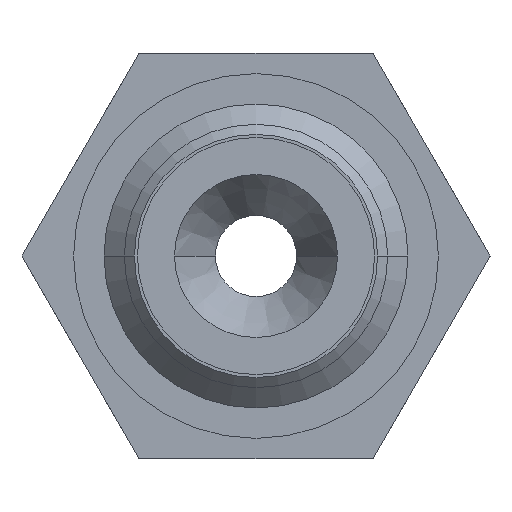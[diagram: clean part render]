
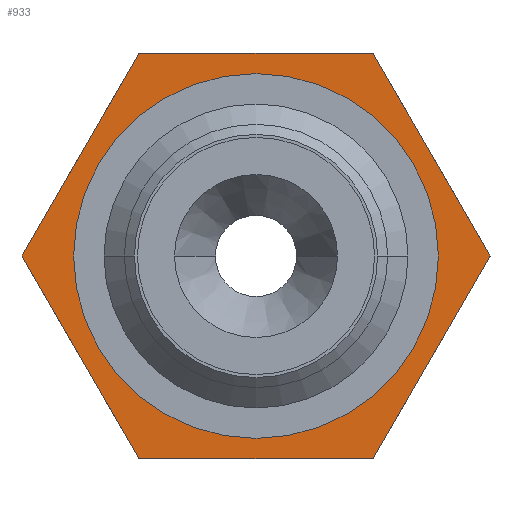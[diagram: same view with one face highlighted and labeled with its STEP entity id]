
A CAD part, left-side view. The second image highlights one B-rep face of the part: STEP entity #933.
In plain terms, the highlighted planar face has unit normal (-1, 0, 0).
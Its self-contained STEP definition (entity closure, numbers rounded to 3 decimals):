
#313=DIRECTION('',(0.,0.5,-0.866));
#314=VECTOR('',#313,11.547);
#315=CARTESIAN_POINT('',(-46.,-11.547,0.));
#316=LINE('',#315,#314);
#341=CARTESIAN_POINT('',(-46.,0.,0.));
#342=DIRECTION('',(-1.,0.,0.));
#343=DIRECTION('',(0.,1.,0.));
#344=AXIS2_PLACEMENT_3D('',#341,#342,#343);
#349=CARTESIAN_POINT('',(-46.,0.,0.));
#350=DIRECTION('',(1.,0.,0.));
#351=DIRECTION('',(0.,1.,0.));
#352=AXIS2_PLACEMENT_3D('',#349,#350,#351);
#477=DIRECTION('',(0.,-0.5,0.866));
#478=VECTOR('',#477,11.547);
#479=CARTESIAN_POINT('',(-46.,11.547,0.));
#480=LINE('',#479,#478);
#505=DIRECTION('',(0.,0.5,0.866));
#506=VECTOR('',#505,11.547);
#507=CARTESIAN_POINT('',(-46.,5.774,-10.));
#508=LINE('',#507,#506);
#533=DIRECTION('',(0.,1.,0.));
#534=VECTOR('',#533,11.547);
#535=CARTESIAN_POINT('',(-46.,-5.774,-10.));
#536=LINE('',#535,#534);
#575=DIRECTION('',(0.,-0.5,-0.866));
#576=VECTOR('',#575,11.547);
#577=CARTESIAN_POINT('',(-46.,-5.774,10.));
#578=LINE('',#577,#576);
#603=DIRECTION('',(0.,-1.,0.));
#604=VECTOR('',#603,11.547);
#605=CARTESIAN_POINT('',(-46.,5.774,10.));
#606=LINE('',#605,#604);
#666=CARTESIAN_POINT('',(-46.,9.,0.));
#668=VERTEX_POINT('',#666);
#670=CARTESIAN_POINT('',(-46.,-9.,0.));
#672=VERTEX_POINT('',#670);
#673=CARTESIAN_POINT('',(-46.,11.547,0.));
#674=CARTESIAN_POINT('',(-46.,5.774,10.));
#675=VERTEX_POINT('',#673);
#676=VERTEX_POINT('',#674);
#677=CARTESIAN_POINT('',(-46.,-5.774,10.));
#678=VERTEX_POINT('',#677);
#679=CARTESIAN_POINT('',(-46.,-11.547,0.));
#680=VERTEX_POINT('',#679);
#681=CARTESIAN_POINT('',(-46.,-5.774,-10.));
#682=VERTEX_POINT('',#681);
#683=CARTESIAN_POINT('',(-46.,5.774,-10.));
#684=VERTEX_POINT('',#683);
#909=CARTESIAN_POINT('',(-46.,0.,0.));
#910=DIRECTION('',(1.,0.,0.));
#911=DIRECTION('',(0.,-1.,0.));
#912=AXIS2_PLACEMENT_3D('',#909,#910,#911);
#913=PLANE('',#912);
#915=ORIENTED_EDGE('',*,*,#914,.T.);
#917=ORIENTED_EDGE('',*,*,#916,.T.);
#919=ORIENTED_EDGE('',*,*,#918,.T.);
#920=ORIENTED_EDGE('',*,*,#899,.T.);
#922=ORIENTED_EDGE('',*,*,#921,.T.);
#924=ORIENTED_EDGE('',*,*,#923,.T.);
#925=EDGE_LOOP('',(#915,#917,#919,#920,#922,#924));
#926=FACE_OUTER_BOUND('',#925,.F.);
#928=ORIENTED_EDGE('',*,*,#927,.T.);
#930=ORIENTED_EDGE('',*,*,#929,.F.);
#931=EDGE_LOOP('',(#928,#930));
#932=FACE_BOUND('',#931,.F.);
#933=ADVANCED_FACE('',(#926,#932),#913,.F.);
#345=CIRCLE('',#344,9.);
#353=CIRCLE('',#352,9.);
#899=EDGE_CURVE('',#680,#682,#316,.T.);
#914=EDGE_CURVE('',#675,#676,#480,.T.);
#916=EDGE_CURVE('',#676,#678,#606,.T.);
#918=EDGE_CURVE('',#678,#680,#578,.T.);
#921=EDGE_CURVE('',#682,#684,#536,.T.);
#923=EDGE_CURVE('',#684,#675,#508,.T.);
#927=EDGE_CURVE('',#668,#672,#345,.T.);
#929=EDGE_CURVE('',#668,#672,#353,.T.);
